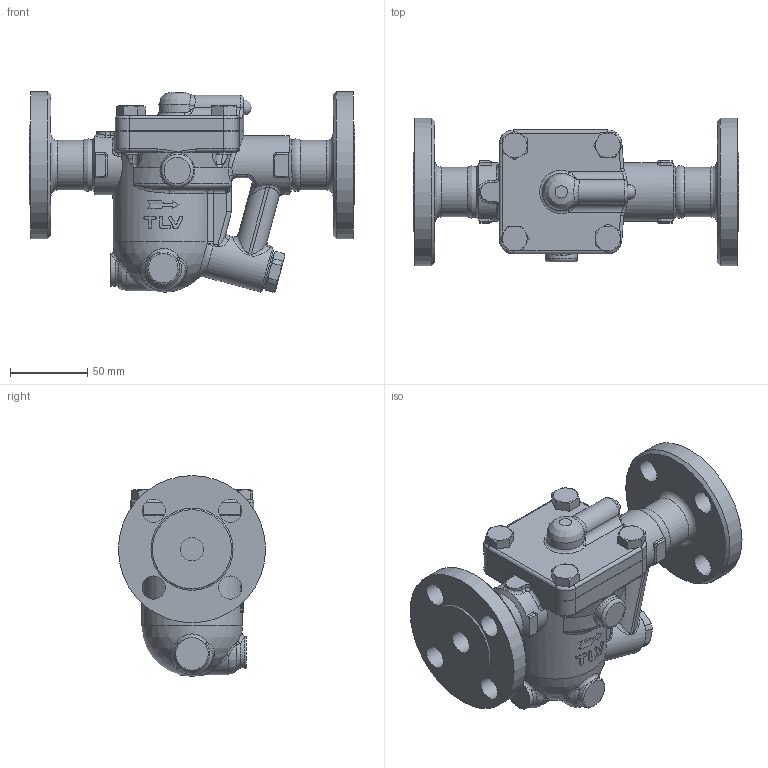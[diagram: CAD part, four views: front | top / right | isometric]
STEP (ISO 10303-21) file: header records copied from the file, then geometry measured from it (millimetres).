
FILE_DESCRIPTION((''),'2;1');
FILE_NAME('jh3sx-015-jis20-00.stp','2011-01-14T09:26:15',('nakaot'),(''),'Autodesk Inventor 2008','Autodesk Inventor 2008','');
FILE_SCHEMA(('AUTOMOTIVE_DESIGN { 1 0 10303 214 1 1 1 1 }'));
Length unit declared in the file: millimetre
Products named in the file (1): jh3sx-015-jis20-00
Bounding box: 210 x 95 x 129.58 mm (x, y, z)
Volume: 785375.9 mm3; surface area: 106981.7 mm2
Topology: 1 solids, 2 shells, 499 faces, 1240 edges, 753 vertices
Faces by surface type: bspline 166, plane 127, cylinder 124, cone 53, torus 24, sphere 5
Full cylindrical faces by diameter (mm): 10 x9, 15 x5, 21 x1, 23 x1, 30 x1, 32 x1, 38 x1, 56.5 x1, 95 x1
Entity records: 31379 total; most frequent: CARTESIAN_POINT 20968, ORIENTED_EDGE 2316, DIRECTION 1866, EDGE_CURVE 1158, AXIS2_PLACEMENT_3D 778, VERTEX_POINT 730, EDGE_LOOP 594, FACE_OUTER_BOUND 499
